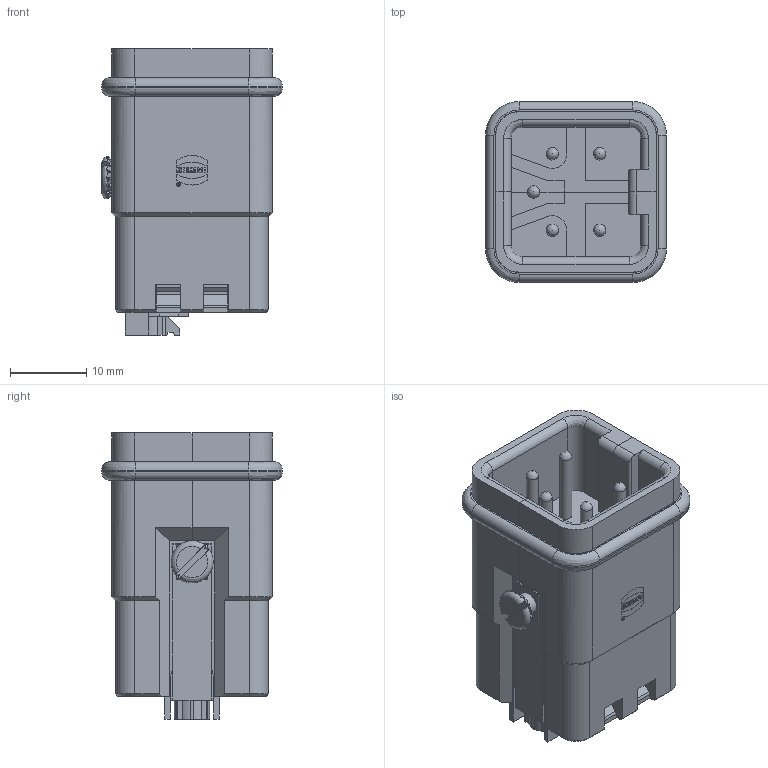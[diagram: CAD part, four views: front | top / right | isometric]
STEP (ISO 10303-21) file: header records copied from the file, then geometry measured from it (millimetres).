
FILE_DESCRIPTION(/* description */ (''),/* implementation_level */ '2;1');
FILE_NAME(/* name */ '100196506ugm000_c.stp',/* time_stamp */ '2017-09-28T16:58:28+02:00',/* author */ (''),/* organization */ (''),/* preprocessor_version */ 'ST-DEVELOPER v16',/* originating_system */ 'SIEMENS PLM Software NX 10.0',/* authorisation */ '');
FILE_SCHEMA (('AUTOMOTIVE_DESIGN { 1 0 10303 214 3 1 1 1 }'));
Products named in the file (1): 100196506ugm000_c
Bounding box: 23.7 x 23.7 x 37.5 mm (x, y, z)
Volume: 8533.8 mm3; surface area: 11276.9 mm2
Topology: 1 solids, 1 shells, 1047 faces, 3884 edges, 3754 vertices
Faces by surface type: plane 679, cylinder 228, bspline 98, cone 30, torus 10, extrusion 2
Full cylindrical faces by diameter (mm): 0.44 x1, 0.52 x1, 1.6 x14, 2 x1, 2.2 x1, 2.3 x5, 3 x1, 3.3 x1, 3.7 x4, 3.8 x5
Entity records: 53350 total; most frequent: CARTESIAN_POINT 14590, ORIENTED_EDGE 5690, DIRECTION 5217, EDGE_CURVE 2845, VECTOR 2215, LINE 2213, PRESENTATION_STYLE_ASSIGNMENT 1962, VERTEX_POINT 1889
